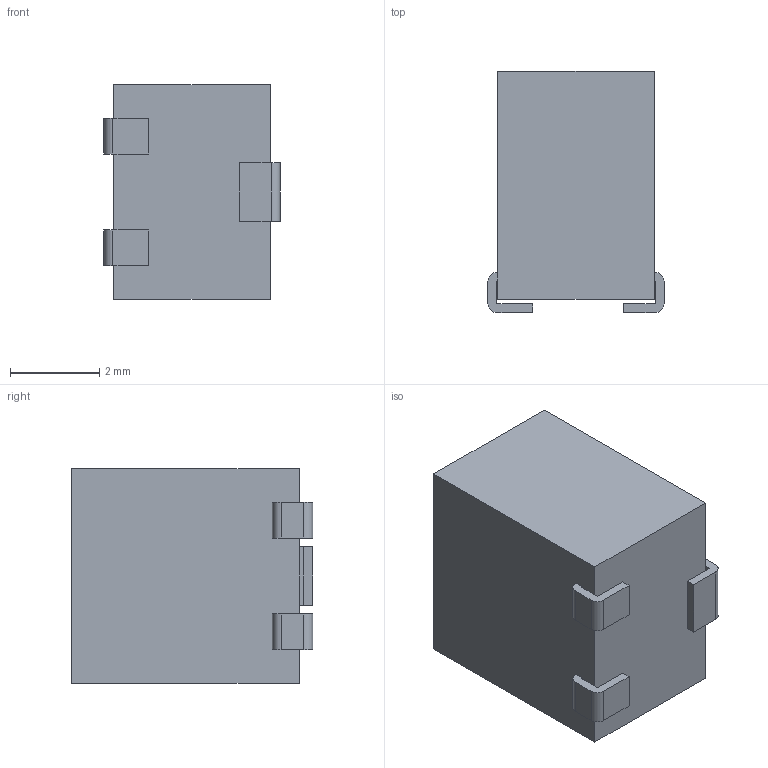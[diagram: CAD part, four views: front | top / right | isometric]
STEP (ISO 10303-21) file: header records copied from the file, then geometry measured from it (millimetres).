
FILE_DESCRIPTION (( 'STEP AP214' ), '1' );
FILE_NAME ('User Library-Pot 3214.STEP', '2019-06-16T21:56:17', ( '' ), ( '' ), 'SwSTEP 2.0', 'SolidWorks 2019', '' );
FILE_SCHEMA (( 'AUTOMOTIVE_DESIGN' ));
Length unit declared in the file: millimetre
Products named in the file (1): User Library-Pot 3214
Bounding box: 3.94 x 5.4 x 4.8 mm (x, y, z)
Volume: 86.1 mm3; surface area: 135.8 mm2
Topology: 1 solids, 1 shells, 155 faces, 417 edges, 278 vertices
Faces by surface type: plane 96, bspline 49, cylinder 10
Entity records: 8676 total; most frequent: CARTESIAN_POINT 3356, ORIENTED_EDGE 834, DIRECTION 557, EDGE_CURVE 417, LINE 295, VECTOR 295, VERTEX_POINT 278, EDGE_LOOP 169
